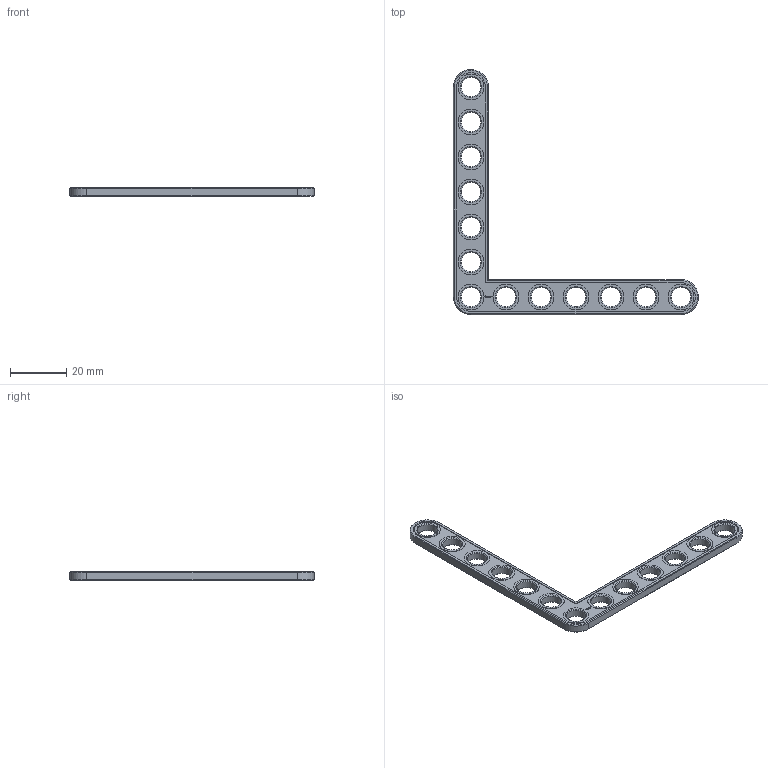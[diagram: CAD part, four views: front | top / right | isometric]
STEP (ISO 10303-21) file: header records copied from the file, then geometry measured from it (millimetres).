
FILE_DESCRIPTION(('FreeCAD Model'),'2;1');
FILE_NAME('Open CASCADE Shape Model','2024-02-09T22:17:43',(''),(''), 'Open CASCADE STEP processor 7.6','FreeCAD','Unknown');
FILE_SCHEMA(('AUTOMOTIVE_DESIGN { 1 0 10303 214 1 1 1 1 }'));
Length unit declared in the file: millimetre
Products named in the file (1): Brace AGD 90 SYM ERR BU07x00.25 - SPN-BRC-0615 (stemfie.org)
Bounding box: 87.5 x 87.5 x 3.12 mm (x, y, z)
Volume: 4444.8 mm3; surface area: 4849.5 mm2
Topology: 1 solids, 1 shells, 611 faces, 1646 edges, 1084 vertices
Faces by surface type: plane 345, extrusion 202, cone 32, cylinder 32
Full cylindrical faces by diameter (mm): 7 x13, 9.2 x13
Entity records: 41944 total; most frequent: CARTESIAN_POINT 10415, DIRECTION 5020, VECTOR 3957, LINE 3755, ORIENTED_EDGE 3292, PCURVE 3292, DEFINITIONAL_REPRESENTATION 3292, EDGE_CURVE 1646
